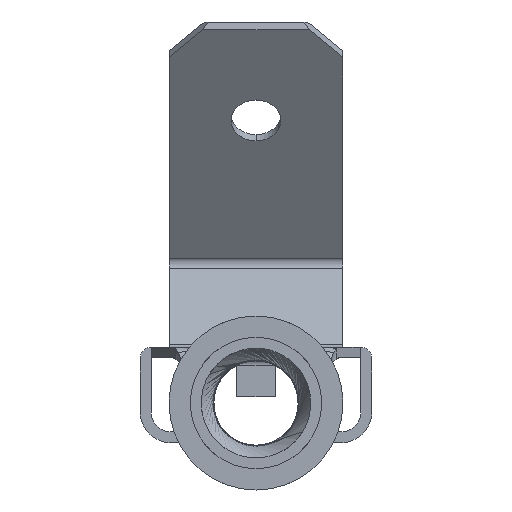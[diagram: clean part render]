
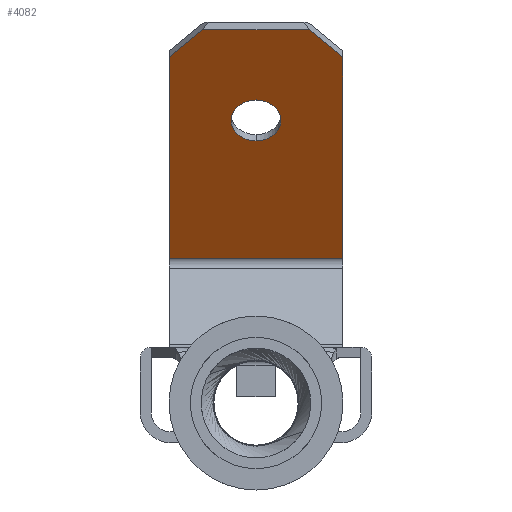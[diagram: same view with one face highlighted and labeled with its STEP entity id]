
A CAD part, front view. The second image highlights one B-rep face of the part: STEP entity #4082.
In plain terms, the highlighted planar face has unit normal (0, -0.819, -0.574).
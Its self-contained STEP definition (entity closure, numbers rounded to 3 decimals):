
#54 = EDGE_CURVE ( 'NONE', #1520, #1036, #1815, .T. ) ;
#152 = DIRECTION ( 'NONE',  ( 0., 0.574, -0.819 ) ) ;
#158 = EDGE_CURVE ( 'NONE', #1036, #2001, #4783, .T. ) ;
#181 = DIRECTION ( 'NONE',  ( 0., 0.574, -0.819 ) ) ;
#277 = VERTEX_POINT ( 'NONE', #4471 ) ;
#311 = DIRECTION ( 'NONE',  ( 0., 0.819, 0.574 ) ) ;
#327 = DIRECTION ( 'NONE',  ( -0.707, 0.406, -0.579 ) ) ;
#335 = EDGE_CURVE ( 'NONE', #2146, #626, #3624, .T. ) ;
#475 = VECTOR ( 'NONE', #4908, 1000. ) ;
#553 = DIRECTION ( 'NONE',  ( 0., 0.819, 0.574 ) ) ;
#573 = CARTESIAN_POINT ( 'NONE',  ( -2.795, 10.133, 2.684 ) ) ;
#626 = VERTEX_POINT ( 'NONE', #4610 ) ;
#705 = DIRECTION ( 'NONE',  ( 0., -0.574, 0.819 ) ) ;
#711 = DIRECTION ( 'NONE',  ( 0., -0.574, 0.819 ) ) ;
#725 = DIRECTION ( 'NONE',  ( 1., 0., 0. ) ) ;
#729 = CARTESIAN_POINT ( 'NONE',  ( 2.795, 5.47, 9.343 ) ) ;
#752 = EDGE_CURVE ( 'NONE', #2001, #1944, #1177, .T. ) ;
#1030 = ORIENTED_EDGE ( 'NONE', *, *, #158, .T. ) ;
#1036 = VERTEX_POINT ( 'NONE', #2430 ) ;
#1076 = PLANE ( 'NONE',  #4634 ) ;
#1177 = LINE ( 'NONE', #573, #4766 ) ;
#1301 = DIRECTION ( 'NONE',  ( 0., 0.819, 0.574 ) ) ;
#1322 = ORIENTED_EDGE ( 'NONE', *, *, #54, .T. ) ;
#1356 = CIRCLE ( 'NONE', #4254, 0.8 ) ;
#1409 = VECTOR ( 'NONE', #152, 1000. ) ;
#1449 = DIRECTION ( 'NONE',  ( -1., 0., 0. ) ) ;
#1464 = CARTESIAN_POINT ( 'NONE',  ( 2.794, 10.021, 2.844 ) ) ;
#1482 = FACE_BOUND ( 'NONE', #4533, .T. ) ;
#1500 = CARTESIAN_POINT ( 'NONE',  ( -1.545, 4.753, 10.367 ) ) ;
#1520 = VERTEX_POINT ( 'NONE', #3444 ) ;
#1578 = EDGE_CURVE ( 'NONE', #277, #1761, #2404, .T. ) ;
#1611 = ORIENTED_EDGE ( 'NONE', *, *, #752, .T. ) ;
#1673 = CARTESIAN_POINT ( 'NONE',  ( 0., 7.363, 6.64 ) ) ;
#1687 = CARTESIAN_POINT ( 'NONE',  ( -2.795, 5.47, 9.343 ) ) ;
#1714 = VERTEX_POINT ( 'NONE', #3812 ) ;
#1761 = VERTEX_POINT ( 'NONE', #3015 ) ;
#1794 = ORIENTED_EDGE ( 'NONE', *, *, #2811, .T. ) ;
#1815 = LINE ( 'NONE', #1816, #1994 ) ;
#1816 = CARTESIAN_POINT ( 'NONE',  ( 2.795, 4.853, 10.224 ) ) ;
#1944 = VERTEX_POINT ( 'NONE', #3687 ) ;
#1948 = ORIENTED_EDGE ( 'NONE', *, *, #1578, .T. ) ;
#1994 = VECTOR ( 'NONE', #1449, 1000. ) ;
#2001 = VERTEX_POINT ( 'NONE', #1687 ) ;
#2140 = CARTESIAN_POINT ( 'NONE',  ( 2.795, 10.133, 2.684 ) ) ;
#2146 = VERTEX_POINT ( 'NONE', #1673 ) ;
#2269 = ORIENTED_EDGE ( 'NONE', *, *, #335, .T. ) ;
#2404 = LINE ( 'NONE', #4892, #475 ) ;
#2430 = CARTESIAN_POINT ( 'NONE',  ( -1.72, 4.853, 10.224 ) ) ;
#2463 = LINE ( 'NONE', #2140, #1409 ) ;
#2601 = DIRECTION ( 'NONE',  ( 0., -0.574, 0.819 ) ) ;
#2678 = CARTESIAN_POINT ( 'NONE',  ( 2.795, 10.133, 2.684 ) ) ;
#2749 = EDGE_LOOP ( 'NONE', ( #5011, #1948, #2815, #4853, #1322, #1030, #1611, #4504 ) ) ;
#2811 = EDGE_CURVE ( 'NONE', #626, #2146, #1356, .T. ) ;
#2815 = ORIENTED_EDGE ( 'NONE', *, *, #3146, .F. ) ;
#2889 = FACE_OUTER_BOUND ( 'NONE', #2749, .T. ) ;
#3015 = CARTESIAN_POINT ( 'NONE',  ( 2.795, 10.133, 2.684 ) ) ;
#3146 = EDGE_CURVE ( 'NONE', #1714, #1761, #2463, .T. ) ;
#3235 = EDGE_CURVE ( 'NONE', #1944, #4617, #4447, .T. ) ;
#3274 = EDGE_CURVE ( 'NONE', #4617, #277, #4223, .T. ) ;
#3397 = DIRECTION ( 'NONE',  ( -0.707, -0.406, 0.579 ) ) ;
#3425 = CARTESIAN_POINT ( 'NONE',  ( -2.794, 8.06, 5.644 ) ) ;
#3444 = CARTESIAN_POINT ( 'NONE',  ( 1.72, 4.853, 10.224 ) ) ;
#3537 = VECTOR ( 'NONE', #725, 1000. ) ;
#3624 = CIRCLE ( 'NONE', #5054, 0.8 ) ;
#3687 = CARTESIAN_POINT ( 'NONE',  ( -2.795, 10.133, 2.684 ) ) ;
#3812 = CARTESIAN_POINT ( 'NONE',  ( 2.795, 5.47, 9.343 ) ) ;
#3880 = VECTOR ( 'NONE', #327, 1000. ) ;
#4032 = CARTESIAN_POINT ( 'NONE',  ( 0., 6.904, 7.296 ) ) ;
#4082 = ADVANCED_FACE ( 'NONE', ( #1482, #2889 ), #1076, .F. ) ;
#4122 = EDGE_CURVE ( 'NONE', #1714, #1520, #4645, .T. ) ;
#4223 = LINE ( 'NONE', #1464, #3537 ) ;
#4254 = AXIS2_PLACEMENT_3D ( 'NONE', #4032, #1301, #4444 ) ;
#4444 = DIRECTION ( 'NONE',  ( 0., -0.574, 0.819 ) ) ;
#4447 = LINE ( 'NONE', #3425, #4576 ) ;
#4471 = CARTESIAN_POINT ( 'NONE',  ( 2.794, 10.021, 2.844 ) ) ;
#4504 = ORIENTED_EDGE ( 'NONE', *, *, #3235, .T. ) ;
#4533 = EDGE_LOOP ( 'NONE', ( #1794, #2269 ) ) ;
#4576 = VECTOR ( 'NONE', #705, 1000. ) ;
#4610 = CARTESIAN_POINT ( 'NONE',  ( 0., 6.445, 7.951 ) ) ;
#4617 = VERTEX_POINT ( 'NONE', #4816 ) ;
#4634 = AXIS2_PLACEMENT_3D ( 'NONE', #2678, #311, #711 ) ;
#4645 = LINE ( 'NONE', #729, #4704 ) ;
#4704 = VECTOR ( 'NONE', #3397, 1000. ) ;
#4766 = VECTOR ( 'NONE', #181, 1000. ) ;
#4783 = LINE ( 'NONE', #1500, #3880 ) ;
#4816 = CARTESIAN_POINT ( 'NONE',  ( -2.794, 10.021, 2.844 ) ) ;
#4853 = ORIENTED_EDGE ( 'NONE', *, *, #4122, .T. ) ;
#4855 = CARTESIAN_POINT ( 'NONE',  ( 0., 6.904, 7.296 ) ) ;
#4892 = CARTESIAN_POINT ( 'NONE',  ( 2.794, 10.133, 2.684 ) ) ;
#4908 = DIRECTION ( 'NONE',  ( 0., 0.574, -0.819 ) ) ;
#5011 = ORIENTED_EDGE ( 'NONE', *, *, #3274, .T. ) ;
#5054 = AXIS2_PLACEMENT_3D ( 'NONE', #4855, #553, #2601 ) ;
